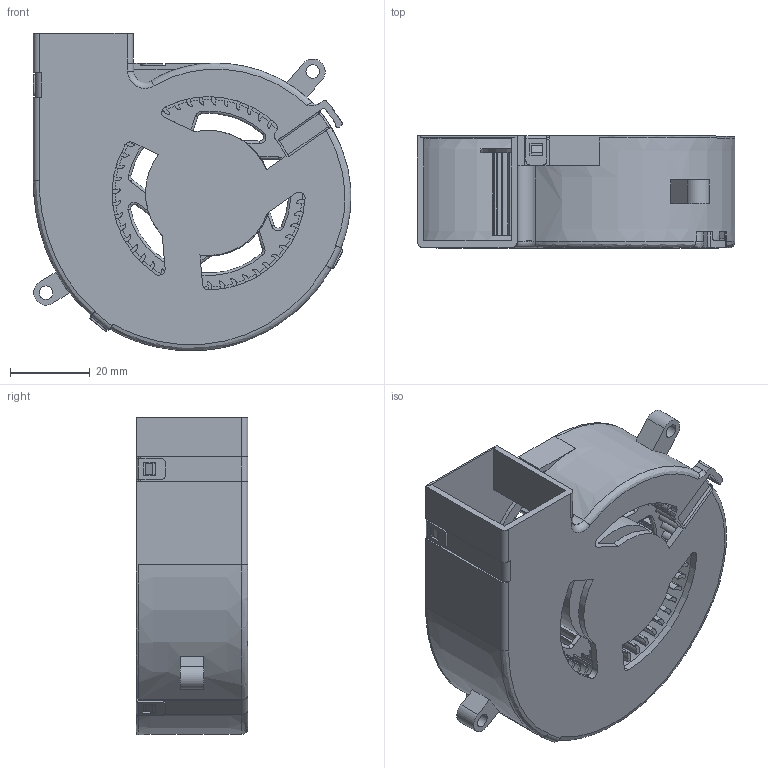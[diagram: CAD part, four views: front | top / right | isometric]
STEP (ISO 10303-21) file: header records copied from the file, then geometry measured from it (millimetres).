
FILE_DESCRIPTION((''),'2;1');
FILE_NAME('BUB0812HN-00_ASM','2022-02-25T17:50:03',('CHENGXUAN.YU'),(''),'CREO PARAMETRIC BY PTC INC, 2018400','CREO PARAMETRIC BY PTC INC, 2018400','');
FILE_SCHEMA(('CONFIG_CONTROL_DESIGN'));
Length unit declared in the file: millimetre
Products named in the file (7): B8028-PILLOW_1_1_1; B8028-IMPELLER_1_1_1; ASM0001_ASM_1_ASM_1_ASM_1_ASM; P4P5-COVER2_8_1; BUB0812HN-00_ASM_1_ASM_1_ASM; BUB0812HN-00_ASM_1_ASM; BUB0812HN-00_ASM
Assembly tree (6 placements, depth 5):
  BUB0812HN-00_ASM
    BUB0812HN-00_ASM_1_ASM
      BUB0812HN-00_ASM_1_ASM_1_ASM
        ASM0001_ASM_1_ASM_1_ASM_1_ASM
          B8028-PILLOW_1_1_1
          B8028-IMPELLER_1_1_1
        P4P5-COVER2_8_1
Bounding box: 79.6 x 28 x 79.56 mm (x, y, z)
Volume: 34690.2 mm3; surface area: 42346.5 mm2
Topology: 3 solids, 7 shells, 875 faces, 3059 edges, 2110 vertices
Faces by surface type: cylinder 514, plane 205, torus 131, extrusion 16, bspline 7, cone 2
Entity records: 36427 total; most frequent: CARTESIAN_POINT 8553, DIRECTION 6191, ORIENTED_EDGE 6118, EDGE_CURVE 3059, AXIS2_PLACEMENT_3D 2583, VERTEX_POINT 2110, CIRCLE 1713, VECTOR 1025
